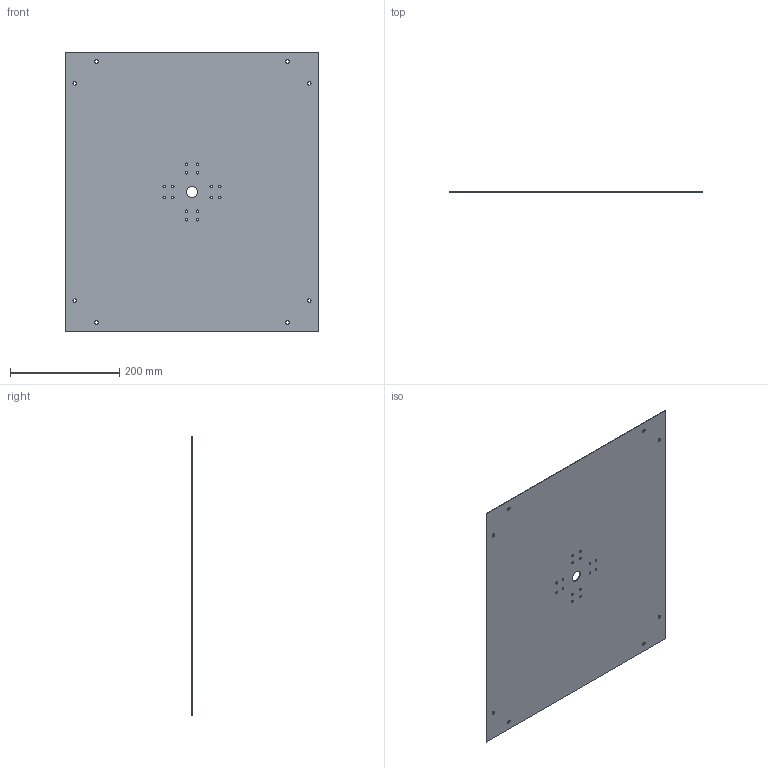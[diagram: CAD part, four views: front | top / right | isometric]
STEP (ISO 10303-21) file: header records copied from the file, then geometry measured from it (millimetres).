
FILE_DESCRIPTION (( 'STEP AP203' ), '1' );
FILE_NAME ('bottom_plate_v2_Default_sldprt.STEP', '2024-10-30T12:15:55', ( '' ), ( '' ), 'SwSTEP 2.0', 'SolidWorks 2023', '' );
FILE_SCHEMA (( 'CONFIG_CONTROL_DESIGN' ));
Length unit declared in the file: millimetre
Products named in the file (1): bottom_plate_v2_Default_sldprt
Bounding box: 464 x 2 x 512 mm (x, y, z)
Volume: 473544.2 mm3; surface area: 478322.8 mm2
Topology: 1 solids, 1 shells, 56 faces, 162 edges, 108 vertices
Faces by surface type: cylinder 50, plane 6
Entity records: 2083 total; most frequent: DIRECTION 376, CARTESIAN_POINT 327, ORIENTED_EDGE 324, EDGE_CURVE 162, AXIS2_PLACEMENT_3D 157, VERTEX_POINT 108, EDGE_LOOP 106, CIRCLE 100
